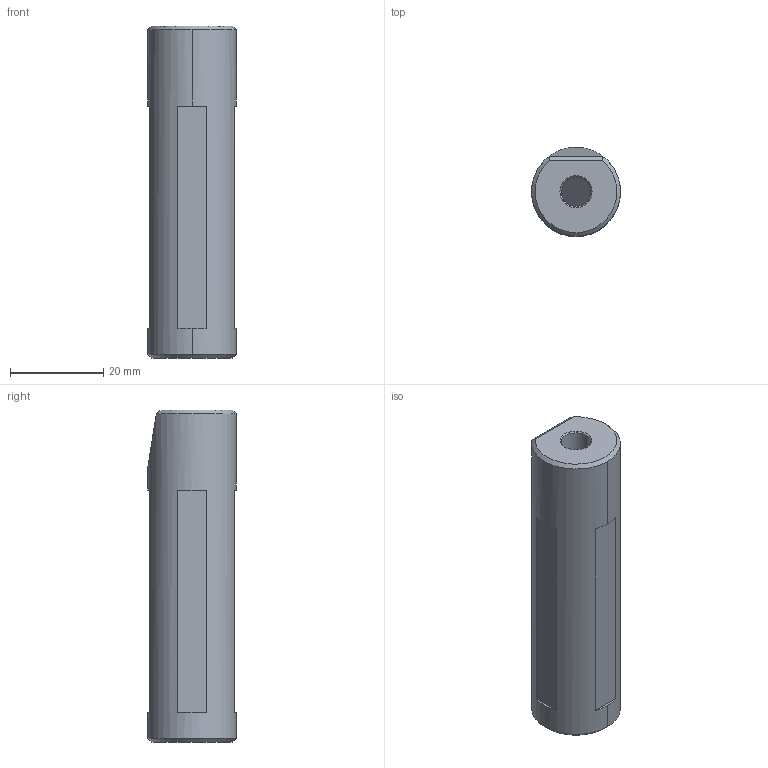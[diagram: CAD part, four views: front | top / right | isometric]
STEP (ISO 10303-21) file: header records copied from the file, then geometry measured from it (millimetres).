
FILE_DESCRIPTION (( 'STEP AP214' ), '1' );
FILE_NAME ('Micro_QTSP-250-750.STEP', '2021-09-03T01:18:43', ( '' ), ( '' ), 'SwSTEP 2.0', 'SolidWorks 2020', '' );
FILE_SCHEMA (( 'AUTOMOTIVE_DESIGN' ));
Length unit declared in the file: inch
Products named in the file (1): Micro_QTSP-250-750
Bounding box: 19.05 x 19.05 x 71.12 mm (x, y, z)
Volume: 18877 mm3; surface area: 5312.1 mm2
Topology: 1 solids, 1 shells, 26 faces, 59 edges, 38 vertices
Faces by surface type: plane 17, cone 5, cylinder 4
Entity records: 776 total; most frequent: CARTESIAN_POINT 148, DIRECTION 128, ORIENTED_EDGE 118, EDGE_CURVE 59, AXIS2_PLACEMENT_3D 50, VERTEX_POINT 38, EDGE_LOOP 29, VECTOR 28
